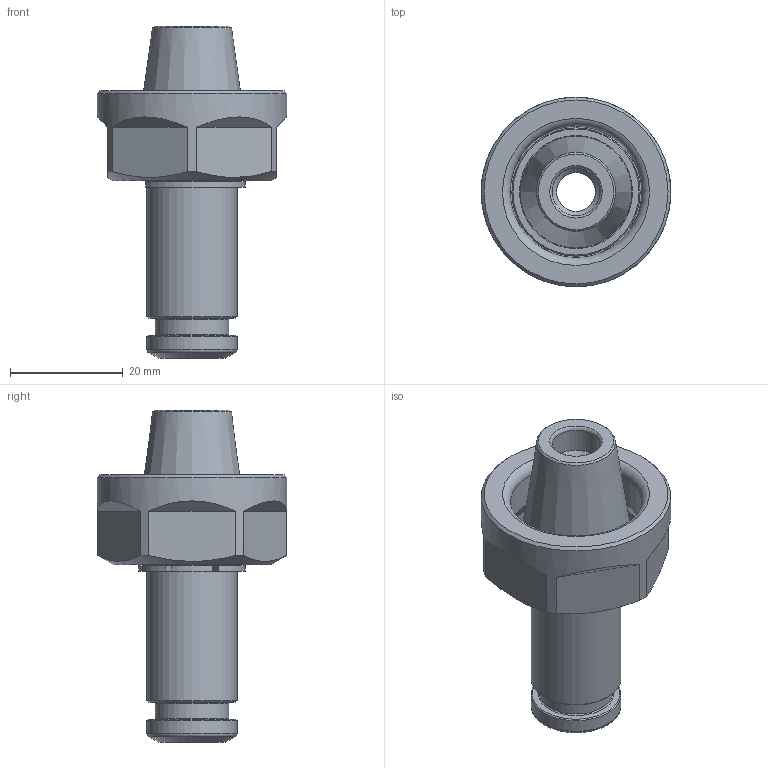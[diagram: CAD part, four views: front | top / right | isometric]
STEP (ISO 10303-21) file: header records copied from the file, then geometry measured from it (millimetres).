
FILE_DESCRIPTION(/* description */ (''),/* implementation_level */ '2;1');
FILE_NAME(/* name */ '766020100.stp',/* time_stamp */ '2022-05-06T15:30:49',/* author */ ('LRA'),/* organization */ ('REGO-FIX'),/* preprocessor_version */ ' Unknown',/* originating_system */ 'SIEMENS PLM Software Solid Edge ST10',/* authorization */ 'Unknown');
FILE_SCHEMA (('AUTOMOTIVE_DESIGN { 1 0 10303 214 2 1 1}'));
Length unit declared in the file: millimetre
Products named in the file (1): NOCUT
Bounding box: 33.7 x 33.7 x 59 mm (x, y, z)
Volume: 15261 mm3; surface area: 9316.9 mm2
Topology: 1 solids, 1 shells, 67 faces, 148 edges, 93 vertices
Faces by surface type: plane 28, cone 15, cylinder 15, torus 9
Full cylindrical faces by diameter (mm): 6.917 x1, 8.5 x1, 10 x1, 13 x1, 14.3 x1, 16 x3, 16.4 x1, 19.3 x1, 22.8 x1, 23.376 x1, 25.5 x1, 33.7 x1
Entity records: 2079 total; most frequent: DIRECTION 298, CARTESIAN_POINT 279, ORIENTED_EDGE 194, AXIS2_PLACEMENT_3D 136, EDGE_LOOP 118, FACE_BOUND 118, EDGE_CURVE 97, VERTEX_POINT 81
